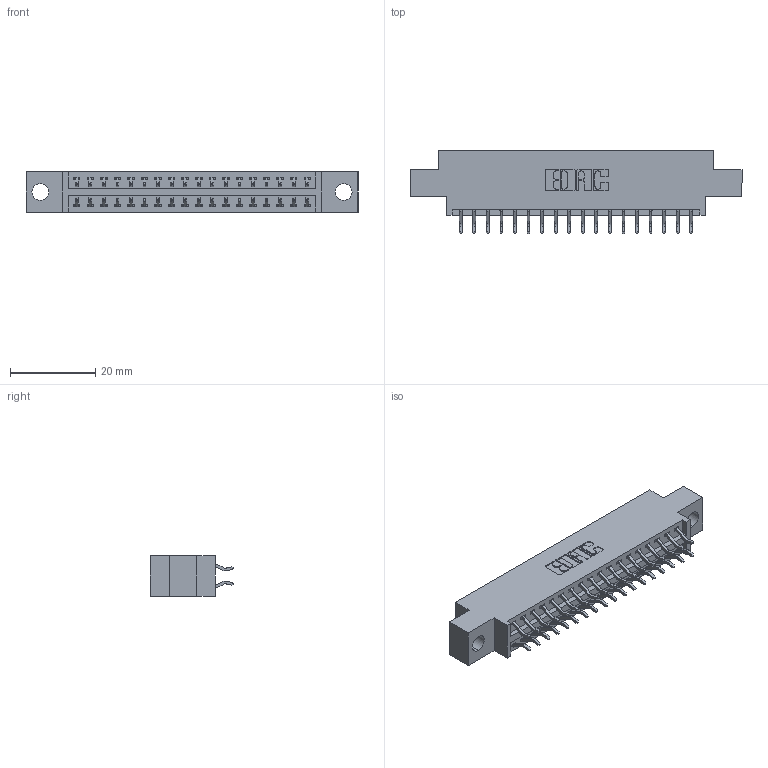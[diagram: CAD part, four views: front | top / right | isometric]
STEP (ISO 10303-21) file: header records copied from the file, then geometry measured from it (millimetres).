
FILE_DESCRIPTION (( 'STEP AP203' ), '1' );
FILE_NAME ('396-036-556-804.STEP', '2019-11-01T20:52:39', ( '' ), ( '' ), 'SwSTEP 2.0', 'SolidWorks 2016', '' );
FILE_SCHEMA (( 'CONFIG_CONTROL_DESIGN' ));
Length unit declared in the file: inch
Products named in the file (3): 345-292-001_556 Tail; 396-036-556-804; 346 Part_0.170 Offset - 0.156 Dia-TH
Assembly tree (37 placements, depth 2):
  396-036-556-804
    346 Part_0.170 Offset - 0.156 Dia-TH
    345-292-001_556 Tail  x36
Bounding box: 77.72 x 19.57 x 9.4 mm (x, y, z)
Volume: 7148.8 mm3; surface area: 9408.8 mm2
Topology: 37 solids, 37 shells, 2214 faces, 6569 edges, 4330 vertices
Faces by surface type: plane 1484, cylinder 730
Entity records: 15333 total; most frequent: CARTESIAN_POINT 2576, ORIENTED_EDGE 2498, DIRECTION 2309, EDGE_CURVE 1249, VECTOR 1037, LINE 1037, VERTEX_POINT 830, AXIS2_PLACEMENT_3D 636
